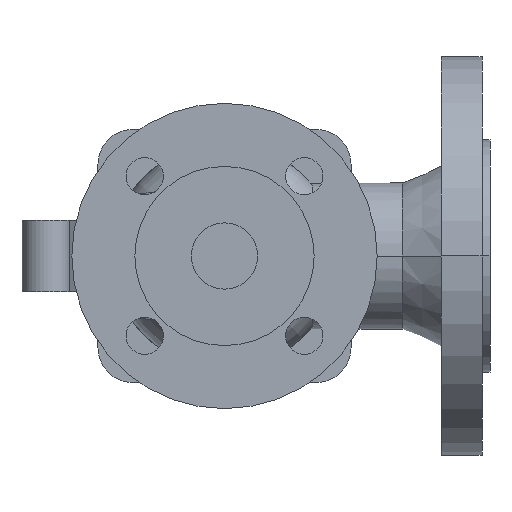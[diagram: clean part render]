
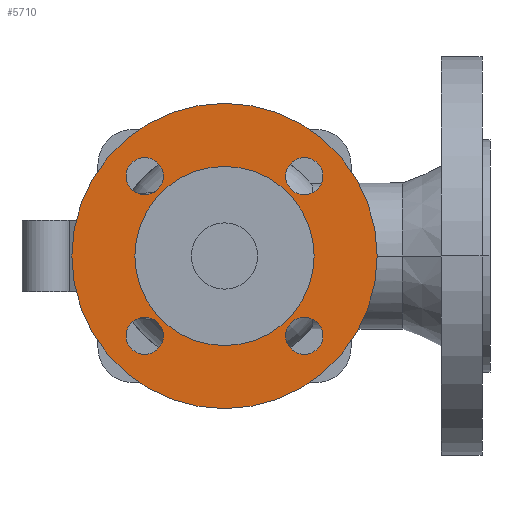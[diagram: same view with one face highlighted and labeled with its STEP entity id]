
A CAD part, front view. The second image highlights one B-rep face of the part: STEP entity #5710.
In plain terms, the highlighted planar face has unit normal (0, -1, 0).
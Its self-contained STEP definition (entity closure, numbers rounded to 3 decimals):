
#1990=CARTESIAN_POINT('',(-33.75,2.,0.));
#2000=VERTEX_POINT('',#1990);
#2160=CARTESIAN_POINT('',(33.75,2.,0.));
#2170=VERTEX_POINT('',#2160);
#2200=CARTESIAN_POINT('',(0.,2.,0.));
#2210=DIRECTION('',(0.,-1.,-0.));
#2220=DIRECTION('',(-1.,0.,0.));
#2230=AXIS2_PLACEMENT_3D('',#2200,#2210,#2220);
#2240=CIRCLE('',#2230,33.75);
#2250=EDGE_CURVE('',#2000,#2170,#2240,.T.);
#2390=CARTESIAN_POINT('',(-57.5,2.,0.));
#2400=VERTEX_POINT('',#2390);
#2580=CARTESIAN_POINT('',(57.5,2.,0.));
#2590=VERTEX_POINT('',#2580);
#2620=CARTESIAN_POINT('',(0.,2.,0.));
#2630=DIRECTION('',(0.,-1.,-0.));
#2640=DIRECTION('',(-1.,0.,0.));
#2650=AXIS2_PLACEMENT_3D('',#2620,#2630,#2640);
#2660=CIRCLE('',#2650,57.5);
#2670=EDGE_CURVE('',#2590,#2400,#2660,.T.);
#4960=CARTESIAN_POINT('',(-45.625,2.,0.));
#4970=DIRECTION('',(0.,-1.,-0.));
#4980=DIRECTION('',(-1.,0.,0.));
#4990=AXIS2_PLACEMENT_3D('',#4960,#4970,#4980);
#5000=PLANE('',#4990);
#5010=CARTESIAN_POINT('',(30.052,2.,-30.052));
#5020=DIRECTION('',(0.,1.,0.));
#5030=DIRECTION('',(-1.,0.,0.));
#5040=AXIS2_PLACEMENT_3D('',#5010,#5020,#5030);
#5050=CIRCLE('',#5040,7.);
#5060=CARTESIAN_POINT('',(37.052,2.,-30.052));
#5070=VERTEX_POINT('',#5060);
#5080=CARTESIAN_POINT('',(23.052,2.,-30.052));
#5090=VERTEX_POINT('',#5080);
#5100=EDGE_CURVE('',#5070,#5090,#5050,.T.);
#5110=ORIENTED_EDGE('',*,*,#5100,.T.);
#5120=EDGE_CURVE('',#5090,#5070,#5050,.T.);
#5130=ORIENTED_EDGE('',*,*,#5120,.T.);
#5140=EDGE_LOOP('',(#5130,#5110));
#5150=FACE_BOUND('',#5140,.T.);
#5160=CARTESIAN_POINT('',(30.052,2.,30.052));
#5170=DIRECTION('',(0.,1.,0.));
#5180=DIRECTION('',(-1.,0.,0.));
#5190=AXIS2_PLACEMENT_3D('',#5160,#5170,#5180);
#5200=CIRCLE('',#5190,7.);
#5210=CARTESIAN_POINT('',(37.052,2.,30.052));
#5220=VERTEX_POINT('',#5210);
#5230=CARTESIAN_POINT('',(23.052,2.,30.052));
#5240=VERTEX_POINT('',#5230);
#5250=EDGE_CURVE('',#5220,#5240,#5200,.T.);
#5260=ORIENTED_EDGE('',*,*,#5250,.T.);
#5270=EDGE_CURVE('',#5240,#5220,#5200,.T.);
#5280=ORIENTED_EDGE('',*,*,#5270,.T.);
#5290=EDGE_LOOP('',(#5280,#5260));
#5300=FACE_BOUND('',#5290,.T.);
#5310=CARTESIAN_POINT('',(-30.052,2.,30.052));
#5320=DIRECTION('',(0.,1.,0.));
#5330=DIRECTION('',(-1.,0.,0.));
#5340=AXIS2_PLACEMENT_3D('',#5310,#5320,#5330);
#5350=CIRCLE('',#5340,7.);
#5360=CARTESIAN_POINT('',(-23.052,2.,30.052));
#5370=VERTEX_POINT('',#5360);
#5380=CARTESIAN_POINT('',(-37.052,2.,30.052));
#5390=VERTEX_POINT('',#5380);
#5400=EDGE_CURVE('',#5370,#5390,#5350,.T.);
#5410=ORIENTED_EDGE('',*,*,#5400,.T.);
#5420=EDGE_CURVE('',#5390,#5370,#5350,.T.);
#5430=ORIENTED_EDGE('',*,*,#5420,.T.);
#5440=EDGE_LOOP('',(#5430,#5410));
#5450=FACE_BOUND('',#5440,.T.);
#5460=CARTESIAN_POINT('',(-30.052,2.,-30.052));
#5470=DIRECTION('',(0.,1.,0.));
#5480=DIRECTION('',(-1.,0.,0.));
#5490=AXIS2_PLACEMENT_3D('',#5460,#5470,#5480);
#5500=CIRCLE('',#5490,7.);
#5510=CARTESIAN_POINT('',(-37.052,2.,-30.052));
#5520=VERTEX_POINT('',#5510);
#5530=CARTESIAN_POINT('',(-23.052,2.,-30.052));
#5540=VERTEX_POINT('',#5530);
#5550=EDGE_CURVE('',#5520,#5540,#5500,.T.);
#5560=ORIENTED_EDGE('',*,*,#5550,.T.);
#5570=EDGE_CURVE('',#5540,#5520,#5500,.T.);
#5580=ORIENTED_EDGE('',*,*,#5570,.T.);
#5590=EDGE_LOOP('',(#5580,#5560));
#5600=FACE_BOUND('',#5590,.T.);
#5610=EDGE_CURVE('',#2170,#2000,#2240,.T.);
#5620=ORIENTED_EDGE('',*,*,#5610,.F.);
#5630=ORIENTED_EDGE('',*,*,#2250,.F.);
#5640=EDGE_LOOP('',(#5630,#5620));
#5650=FACE_BOUND('',#5640,.T.);
#5660=EDGE_CURVE('',#2400,#2590,#2660,.T.);
#5670=ORIENTED_EDGE('',*,*,#5660,.T.);
#5680=ORIENTED_EDGE('',*,*,#2670,.T.);
#5690=EDGE_LOOP('',(#5680,#5670));
#5700=FACE_OUTER_BOUND('',#5690,.T.);
#5710=ADVANCED_FACE('',(#5150,#5300,#5450,#5600,#5650,#5700),#5000,.T.);
